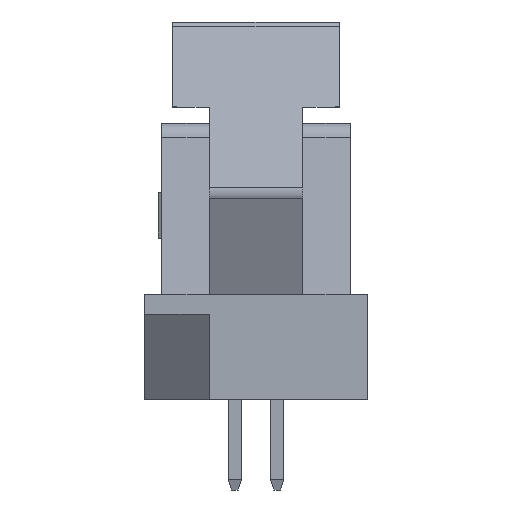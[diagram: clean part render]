
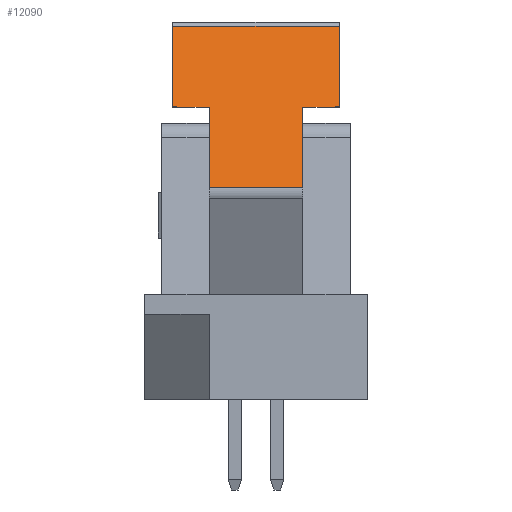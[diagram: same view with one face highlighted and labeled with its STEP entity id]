
A CAD part, left-side view. The second image highlights one B-rep face of the part: STEP entity #12090.
In plain terms, the highlighted planar face has unit normal (-0.936, 0, 0.351).
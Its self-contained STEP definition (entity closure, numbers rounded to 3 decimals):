
#8395=CARTESIAN_POINT('',(-13.776,-1.4,5.6));
#8396=VERTEX_POINT('',#8395);
#8403=CARTESIAN_POINT('',(-14.681,-1.4,3.188));
#8404=VERTEX_POINT('',#8403);
#8405=CARTESIAN_POINT('',(-13.776,-1.4,5.6));
#8406=DIRECTION('',(-0.351,0.,-0.936));
#8407=VECTOR('',#8406,2.576);
#8408=LINE('',#8405,#8407);
#8409=EDGE_CURVE('',#8396,#8404,#8408,.T.);
#12011=CARTESIAN_POINT('',(-13.775,-2.5,5.604));
#12012=VERTEX_POINT('',#12011);
#12019=CARTESIAN_POINT('',(-13.775,-2.5,5.604));
#12020=DIRECTION('',(-0.001,1.,-0.003));
#12021=VECTOR('',#12020,1.1);
#12022=LINE('',#12019,#12021);
#12023=EDGE_CURVE('',#12012,#8396,#12022,.T.);
#12035=CARTESIAN_POINT('',(-13.88,0.,5.323));
#12036=DIRECTION('',(0.351,0.,0.936));
#12037=DIRECTION('',(-0.936,0.,0.351));
#12038=AXIS2_PLACEMENT_3D('',#12035,#12037,#12036);
#12039=PLANE('',#12038);
#12040=ORIENTED_EDGE('',*,*,#12023,.F.);
#12041=CARTESIAN_POINT('',(-12.869,-2.5,8.02));
#12042=VERTEX_POINT('',#12041);
#12043=CARTESIAN_POINT('',(-13.775,-2.5,5.604));
#12044=DIRECTION('',(0.351,0.,0.936));
#12045=VECTOR('',#12044,2.58);
#12046=LINE('',#12043,#12045);
#12047=EDGE_CURVE('',#12012,#12042,#12046,.T.);
#12048=ORIENTED_EDGE('',*,*,#12047,.T.);
#12049=CARTESIAN_POINT('',(-12.869,2.5,8.02));
#12050=VERTEX_POINT('',#12049);
#12051=CARTESIAN_POINT('',(-12.869,-2.5,8.02));
#12052=DIRECTION('',(0.,1.,0.));
#12053=VECTOR('',#12052,5.);
#12054=LINE('',#12051,#12053);
#12055=EDGE_CURVE('',#12042,#12050,#12054,.T.);
#12056=ORIENTED_EDGE('',*,*,#12055,.T.);
#12057=CARTESIAN_POINT('',(-13.775,2.5,5.604));
#12058=VERTEX_POINT('',#12057);
#12059=CARTESIAN_POINT('',(-12.869,2.5,8.02));
#12060=DIRECTION('',(-0.351,0.,-0.936));
#12061=VECTOR('',#12060,2.58);
#12062=LINE('',#12059,#12061);
#12063=EDGE_CURVE('',#12050,#12058,#12062,.T.);
#12064=ORIENTED_EDGE('',*,*,#12063,.T.);
#12065=CARTESIAN_POINT('',(-13.776,1.4,5.6));
#12066=VERTEX_POINT('',#12065);
#12067=CARTESIAN_POINT('',(-13.776,1.4,5.6));
#12068=DIRECTION('',(0.001,1.,0.003));
#12069=VECTOR('',#12068,1.1);
#12070=LINE('',#12067,#12069);
#12071=EDGE_CURVE('',#12066,#12058,#12070,.T.);
#12072=ORIENTED_EDGE('',*,*,#12071,.F.);
#12073=CARTESIAN_POINT('',(-14.681,1.4,3.188));
#12074=VERTEX_POINT('',#12073);
#12075=CARTESIAN_POINT('',(-14.681,1.4,3.188));
#12076=DIRECTION('',(0.351,0.,0.936));
#12077=VECTOR('',#12076,2.576);
#12078=LINE('',#12075,#12077);
#12079=EDGE_CURVE('',#12074,#12066,#12078,.T.);
#12080=ORIENTED_EDGE('',*,*,#12079,.F.);
#12081=CARTESIAN_POINT('',(-14.681,-1.4,3.188));
#12082=DIRECTION('',(0.,1.,0.));
#12083=VECTOR('',#12082,2.8);
#12084=LINE('',#12081,#12083);
#12085=EDGE_CURVE('',#8404,#12074,#12084,.T.);
#12086=ORIENTED_EDGE('',*,*,#12085,.F.);
#12087=ORIENTED_EDGE('',*,*,#8409,.F.);
#12088=EDGE_LOOP('',(#12040,#12048,#12056,#12064,#12072,#12080,#12086,#12087));
#12089=FACE_OUTER_BOUND('',#12088,.T.);
#12090=ADVANCED_FACE('',(#12089),#12039,.T.);
